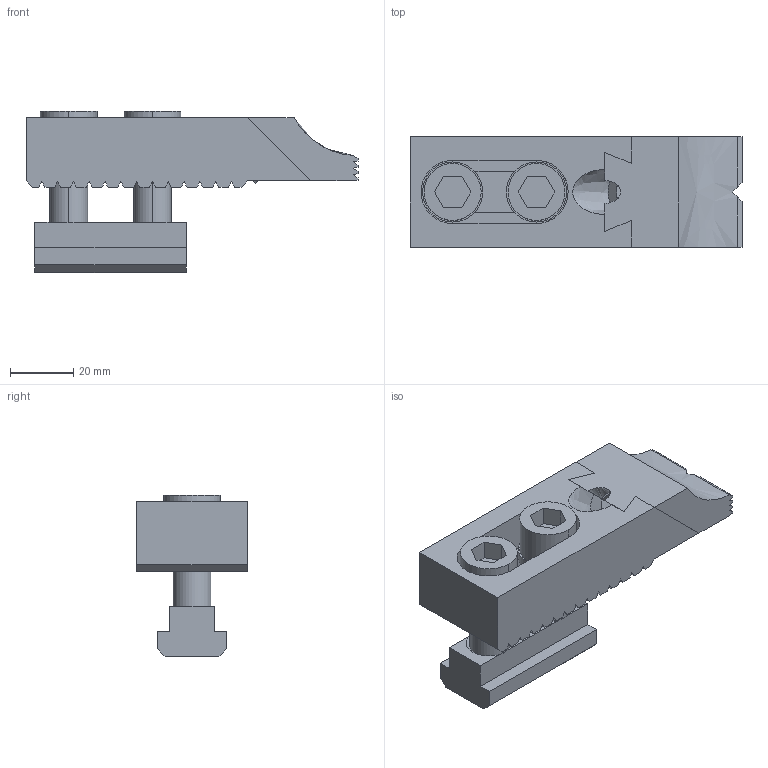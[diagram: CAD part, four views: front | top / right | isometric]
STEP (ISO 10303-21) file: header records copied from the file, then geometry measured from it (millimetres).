
FILE_DESCRIPTION (( 'STEP AP203' ), '1' );
FILE_NAME ('bj101-12022t.STEP', '2021-10-25T01:06:41', ( '' ), ( '' ), 'SwSTEP 2.0', 'SolidWorks 2020', '' );
FILE_SCHEMA (( 'CONFIG_CONTROL_DESIGN' ));
Length unit declared in the file: millimetre
Products named in the file (8): bj101-12022t_06; bj101-12022t_01; bj101-12022t_03; bj101-12022t_07; bj101-12022t_05; bj101-12022t; bj101-12022t_02; bj101-12022t_04
Assembly tree (7 placements, depth 2):
  bj101-12022t
    bj101-12022t_01
    bj101-12022t_02
    bj101-12022t_03
    bj101-12022t_04
    bj101-12022t_05
    bj101-12022t_06
    bj101-12022t_07
Bounding box: 105 x 35 x 51 mm (x, y, z)
Volume: 78295.3 mm3; surface area: 29762.5 mm2
Topology: 7 solids, 7 shells, 203 faces, 559 edges, 373 vertices
Faces by surface type: plane 163, cylinder 25, cone 8, bspline 7
Entity records: 7868 total; most frequent: CARTESIAN_POINT 2108, ORIENTED_EDGE 1118, DIRECTION 877, EDGE_CURVE 559, VERTEX_POINT 373, VECTOR 339, LINE 339, AXIS2_PLACEMENT_3D 269
